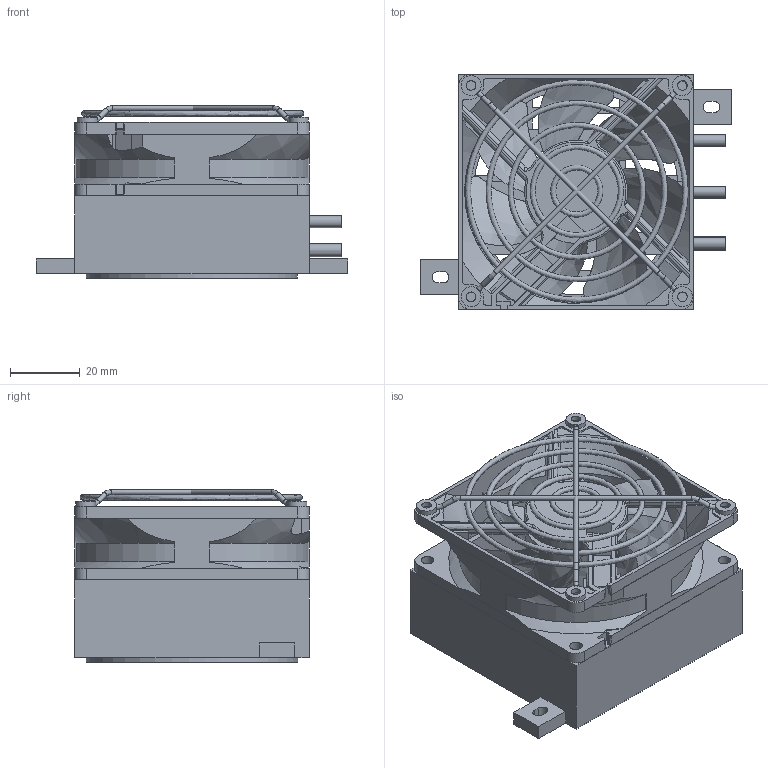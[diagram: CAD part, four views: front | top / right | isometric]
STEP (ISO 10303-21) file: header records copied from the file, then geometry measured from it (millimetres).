
FILE_DESCRIPTION(('FreeCAD Model'),'2;1');
FILE_NAME('Open CASCADE Shape Model','2025-04-25T13:50:59',('FreeCAD'),( 'FreeCAD'),'Open CASCADE STEP processor 7.6','FreeCAD','Unknown');
FILE_SCHEMA(('AUTOMOTIVE_DESIGN { 1 0 10303 214 1 1 1 1 }'));
Length unit declared in the file: millimetre
Products named in the file (1): Open CASCADE STEP translator 7.6 1
Bounding box: 89.35 x 67.44 x 49.57 mm (x, y, z)
Volume: 64927.2 mm3; surface area: 54511.9 mm2
Topology: 10 solids, 10 shells, 476 faces, 1326 edges, 856 vertices
Faces by surface type: bspline 476
Entity records: 18020 total; most frequent: CARTESIAN_POINT 10308, ORIENTED_EDGE 2646, EDGE_CURVE 1323, B_SPLINE_CURVE_WITH_KNOTS 966, VERTEX_POINT 856, FACE_BOUND 561, EDGE_LOOP 561, ADVANCED_FACE 476
